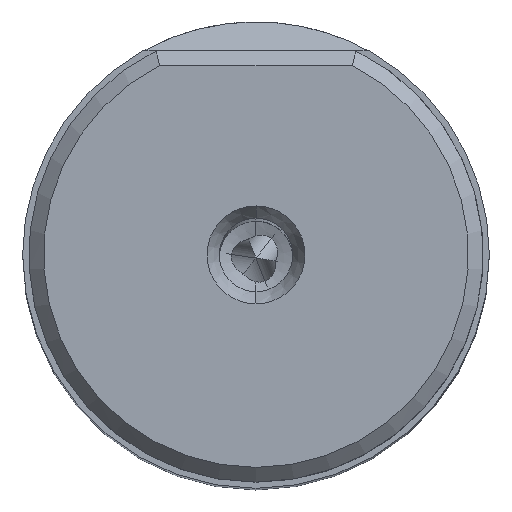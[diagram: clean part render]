
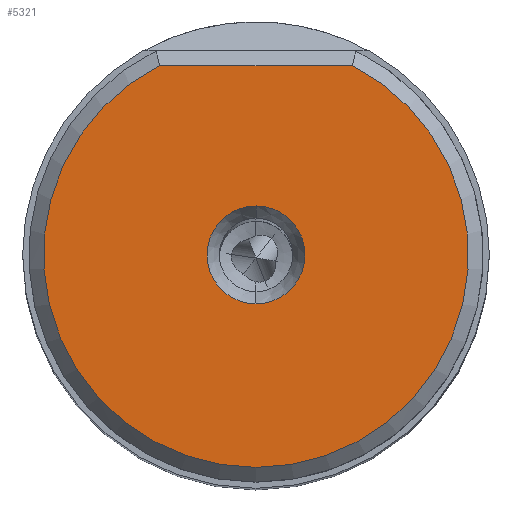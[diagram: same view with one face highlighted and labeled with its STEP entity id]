
A CAD part, top view. The second image highlights one B-rep face of the part: STEP entity #5321.
In plain terms, the highlighted planar face has unit normal (0, 0, 1).
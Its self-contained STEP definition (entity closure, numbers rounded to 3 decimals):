
#3409=LINE('',#45973,#4403);
#4403=VECTOR('',#24973,1.);
#5321=ADVANCED_FACE('',(#6103,#6104),#5985,.T.);
#5985=PLANE('',#20998);
#6103=FACE_BOUND('',#6725,.T.);
#6104=FACE_BOUND('',#6726,.T.);
#6725=EDGE_LOOP('',(#10964,#10965,#10966));
#6726=EDGE_LOOP('',(#10967,#10968));
#10964=ORIENTED_EDGE('',*,*,#17299,.F.);
#10965=ORIENTED_EDGE('',*,*,#17298,.F.);
#10966=ORIENTED_EDGE('',*,*,#17293,.T.);
#10967=ORIENTED_EDGE('',*,*,#17300,.F.);
#10968=ORIENTED_EDGE('',*,*,#17301,.F.);
#14616=VERTEX_POINT('',#45974);
#14617=VERTEX_POINT('',#45975);
#14619=VERTEX_POINT('',#45993);
#14620=VERTEX_POINT('',#45997);
#14621=VERTEX_POINT('',#45998);
#17293=EDGE_CURVE('',#14616,#14617,#3409,.T.);
#17298=EDGE_CURVE('',#14616,#14619,#18716,.T.);
#17299=EDGE_CURVE('',#14619,#14617,#18717,.T.);
#17300=EDGE_CURVE('',#14620,#14621,#18718,.T.);
#17301=EDGE_CURVE('',#14621,#14620,#18719,.T.);
#18716=CIRCLE('',#20993,17.35);
#18717=CIRCLE('',#20994,17.35);
#18718=CIRCLE('',#20996,4.);
#18719=CIRCLE('',#20997,4.);
#20993=AXIS2_PLACEMENT_3D('',#45992,#24980,#24981);
#20994=AXIS2_PLACEMENT_3D('',#45994,#24982,#24983);
#20996=AXIS2_PLACEMENT_3D('',#45996,#24986,#24987);
#20997=AXIS2_PLACEMENT_3D('',#45999,#24988,#24989);
#20998=AXIS2_PLACEMENT_3D('',#46000,#24990,#24991);
#24973=DIRECTION('',(-1.,0.,0.));
#24980=DIRECTION('',(0.,0.,-1.));
#24981=DIRECTION('',(0.454,0.891,0.));
#24982=DIRECTION('',(0.,0.,-1.));
#24983=DIRECTION('',(0.,-1.,0.));
#24986=DIRECTION('',(0.,0.,1.));
#24987=DIRECTION('',(0.,1.,0.));
#24988=DIRECTION('',(0.,0.,1.));
#24989=DIRECTION('',(0.,-1.,0.));
#24990=DIRECTION('',(0.,0.,1.));
#24991=DIRECTION('',(1.,0.,0.));
#45973=CARTESIAN_POINT('',(7.871,15.462,0.));
#45974=CARTESIAN_POINT('',(7.871,15.462,0.));
#45975=CARTESIAN_POINT('',(-7.871,15.462,0.));
#45992=CARTESIAN_POINT('',(0.,0.,0.));
#45993=CARTESIAN_POINT('',(0.,-17.35,0.));
#45994=CARTESIAN_POINT('',(0.,0.,0.));
#45996=CARTESIAN_POINT('',(0.,0.,0.));
#45997=CARTESIAN_POINT('',(0.,4.,0.));
#45998=CARTESIAN_POINT('',(0.,-4.,0.));
#45999=CARTESIAN_POINT('',(0.,0.,0.));
#46000=CARTESIAN_POINT('',(0.,-0.944,0.));
